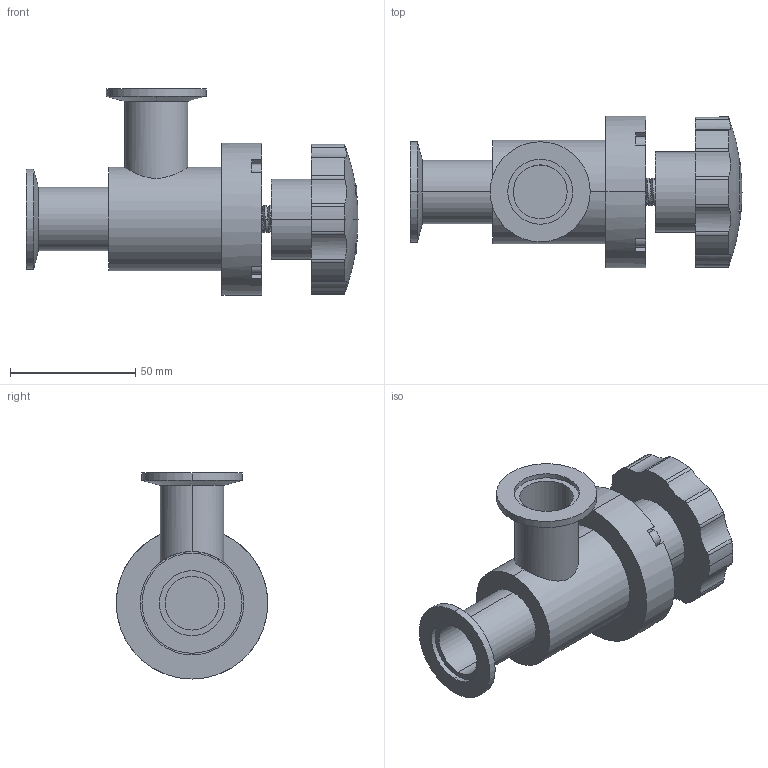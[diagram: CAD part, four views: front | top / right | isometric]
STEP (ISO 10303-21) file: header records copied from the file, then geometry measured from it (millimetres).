
FILE_DESCRIPTION (( 'STEP AP214' ), '1' );
FILE_NAME ('Hositrad_VAV-25KF.STEP', '2013-05-01T15:41:01', ( '' ), ( '' ), 'SwSTEP 2.0', 'SolidWorks 2013', '' );
FILE_SCHEMA (( 'AUTOMOTIVE_DESIGN' ));
Length unit declared in the file: millimetre
Products named in the file (1): Hositrad_VAV-25KF
Bounding box: 132.74 x 60.64 x 82.39 mm (x, y, z)
Volume: 167642.5 mm3; surface area: 39589.7 mm2
Topology: 1 solids, 1 shells, 132 faces, 339 edges, 224 vertices
Faces by surface type: cylinder 83, plane 39, bspline 6, cone 4
Entity records: 5446 total; most frequent: CARTESIAN_POINT 1757, ORIENTED_EDGE 674, DIRECTION 669, EDGE_CURVE 337, AXIS2_PLACEMENT_3D 272, VERTEX_POINT 224, EDGE_LOOP 149, CIRCLE 145
